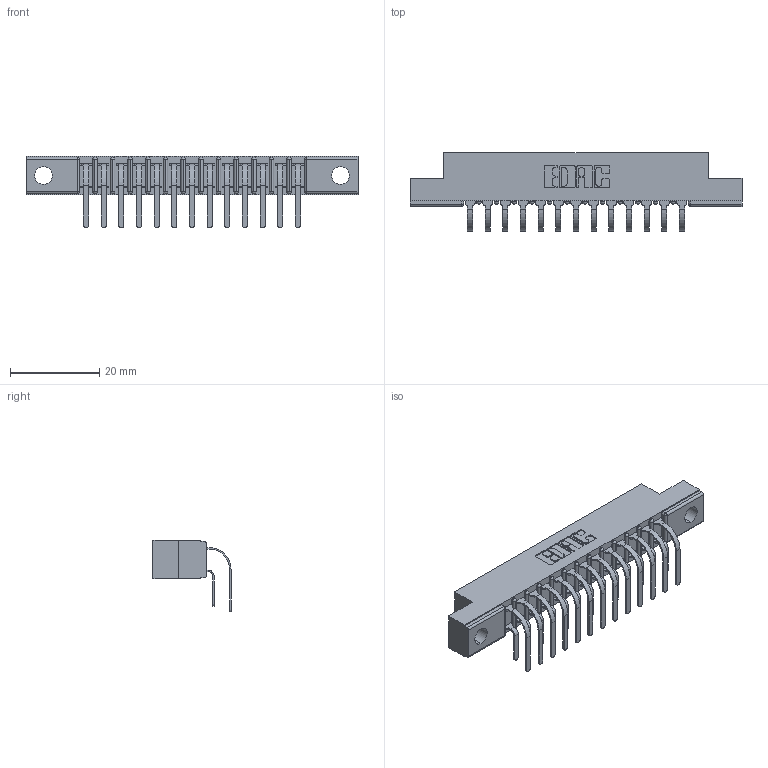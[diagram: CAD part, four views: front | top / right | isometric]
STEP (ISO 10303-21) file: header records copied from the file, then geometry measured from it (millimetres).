
FILE_DESCRIPTION (( 'STEP AP203' ), '1' );
FILE_NAME ('357-026-459-204.STEP', '2022-07-08T00:35:42', ( '' ), ( '' ), 'SwSTEP 2.0', 'SolidWorks 2020', '' );
FILE_SCHEMA (( 'CONFIG_CONTROL_DESIGN' ));
Length unit declared in the file: inch
Products named in the file (4): 307-290-001_559 - 2 (Single); 357-026-459-204; 307 Part_.156 Dia Mounting Holes; 307-290-001_558 559 - 1 (Single)
Assembly tree (27 placements, depth 2):
  357-026-459-204
    307 Part_.156 Dia Mounting Holes
    307-290-001_558 559 - 1 (Single)  x13
    307-290-001_559 - 2 (Single)  x13
Bounding box: 74.52 x 17.51 x 16.08 mm (x, y, z)
Volume: 4867.5 mm3; surface area: 8560.3 mm2
Topology: 27 solids, 27 shells, 1446 faces, 4051 edges, 2626 vertices
Faces by surface type: plane 942, cylinder 476, sphere 28
Entity records: 17001 total; most frequent: CARTESIAN_POINT 2797, ORIENTED_EDGE 2766, DIRECTION 2743, EDGE_CURVE 1383, LINE 1055, VECTOR 1055, VERTEX_POINT 898, AXIS2_PLACEMENT_3D 844
